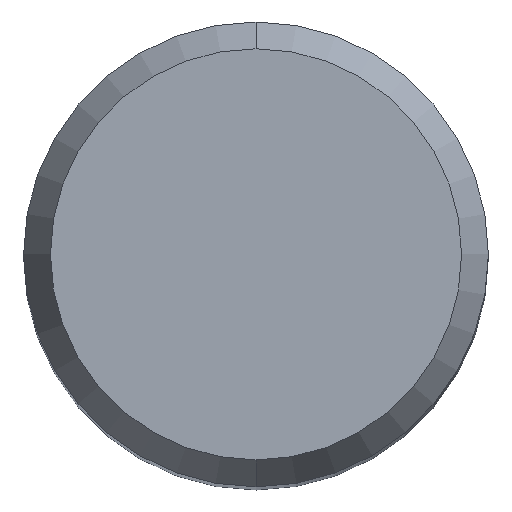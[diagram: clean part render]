
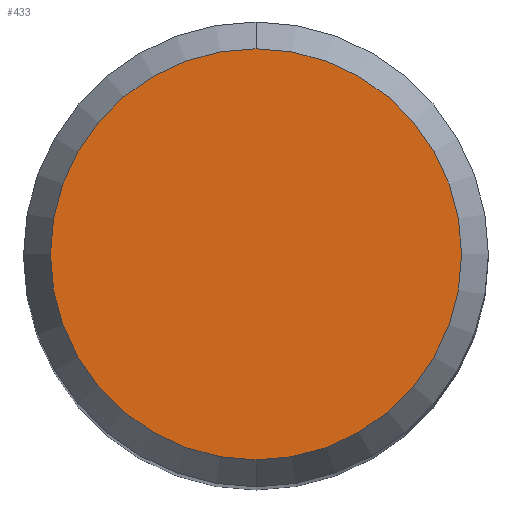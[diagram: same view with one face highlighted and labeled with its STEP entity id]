
A CAD part, top view. The second image highlights one B-rep face of the part: STEP entity #433.
In plain terms, the highlighted planar face has unit normal (0, 0, 1).
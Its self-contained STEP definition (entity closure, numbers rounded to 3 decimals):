
#183=EDGE_CURVE('',#247,#419,#476,.T.);
#247=VERTEX_POINT('',#552);
#411=EDGE_CURVE('',#419,#247,#727,.T.);
#419=VERTEX_POINT('',#735);
#433=ADVANCED_FACE('',(#750),#751,.T.);
#476=CIRCLE('',#793,4.423);
#552=CARTESIAN_POINT('',(0.0,4.423,0.0));
#727=CIRCLE('',#1354,4.423);
#735=CARTESIAN_POINT('',(0.,-4.423,0.0));
#750=FACE_OUTER_BOUND('',#1397,.T.);
#751=PLANE('',#1398);
#793=AXIS2_PLACEMENT_3D('',#1433,#1434,#1435);
#1354=AXIS2_PLACEMENT_3D('',#1723,#1724,#1725);
#1397=EDGE_LOOP('',(#1736,#1737));
#1398=AXIS2_PLACEMENT_3D('',#1738,#1739,#1740);
#1433=CARTESIAN_POINT('',(0.0,0.0,0.0));
#1434=DIRECTION('',(0.0,0.0,-1.0));
#1435=DIRECTION('',(0.0,1.0,0.0));
#1723=CARTESIAN_POINT('',(0.0,0.0,0.0));
#1724=DIRECTION('',(0.0,0.0,-1.0));
#1725=DIRECTION('',(0.0,1.0,0.0));
#1736=ORIENTED_EDGE('',*,*,#183,.F.);
#1737=ORIENTED_EDGE('',*,*,#411,.F.);
#1738=CARTESIAN_POINT('',(0.0,2.211,0.0));
#1739=DIRECTION('',(-0.0,0.0,1.0));
#1740=DIRECTION('',(0.0,-1.0,0.0));
